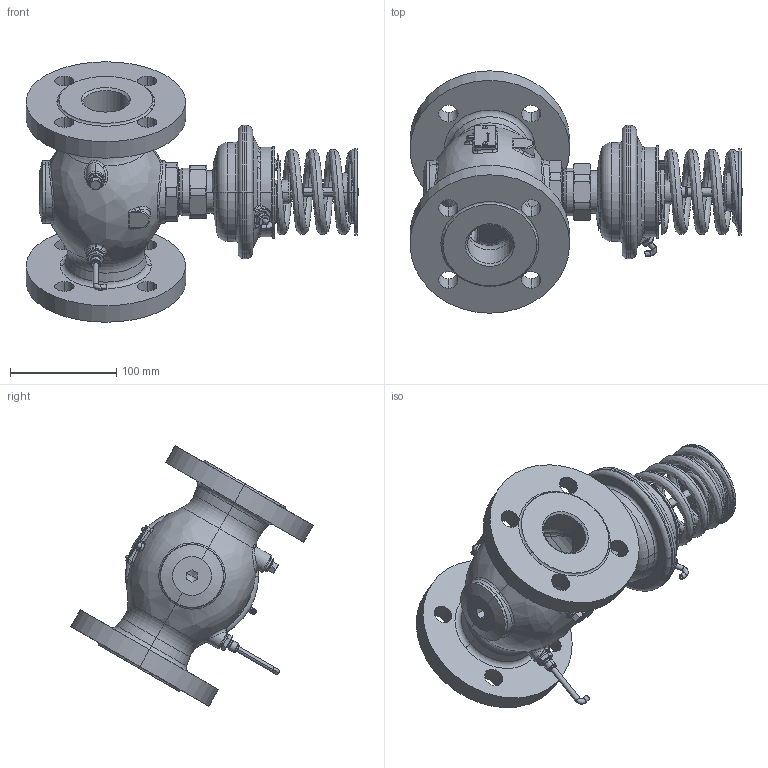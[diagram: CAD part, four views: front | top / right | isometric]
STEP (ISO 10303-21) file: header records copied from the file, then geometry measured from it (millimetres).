
FILE_DESCRIPTION((''),'2;1');
FILE_NAME('003H6627','2010-01-04T',('u243613'),('Danfoss Trata d.o.o.'),'PRO/ENGINEER BY PARAMETRIC TECHNOLOGY CORPORATION, 2009230','PRO/ENGINEER BY PARAMETRIC TECHNOLOGY CORPORATION, 2009230','');
FILE_SCHEMA(('CONFIG_CONTROL_DESIGN'));
Products named in the file (1): 003H6627
Bounding box: 312 x 227.9 x 244.74 mm (x, y, z)
Volume: 1528773.6 mm3; surface area: 364479.3 mm2
Topology: 3 solids, 3 shells, 1220 faces, 2783 edges, 1656 vertices
Faces by surface type: cylinder 343, plane 321, cone 220, torus 205, bspline 120, sphere 11
Entity records: 50041 total; most frequent: CARTESIAN_POINT 22950, DIRECTION 5896, ORIENTED_EDGE 5552, EDGE_CURVE 2776, AXIS2_PLACEMENT_3D 2530, VERTEX_POINT 1656, CIRCLE 1430, EDGE_LOOP 1346
